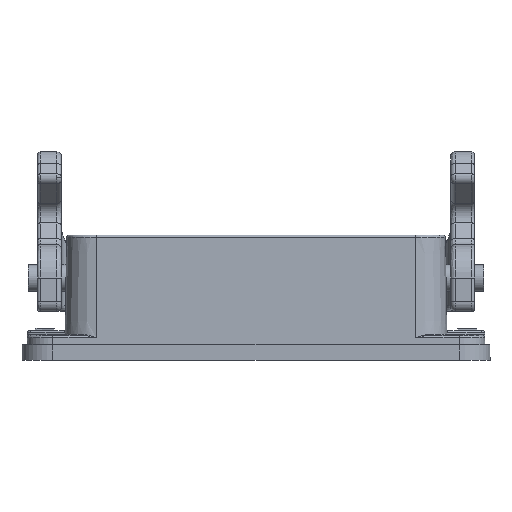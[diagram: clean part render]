
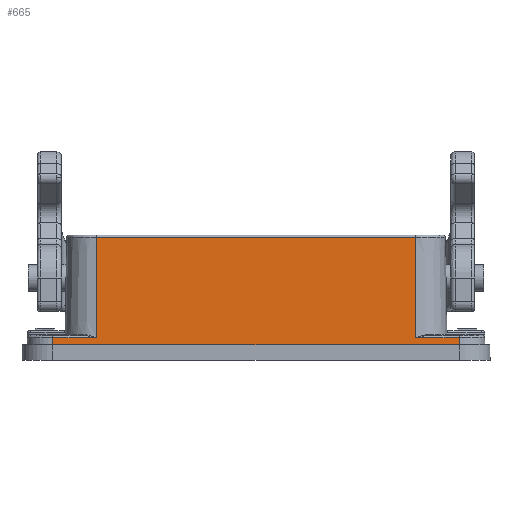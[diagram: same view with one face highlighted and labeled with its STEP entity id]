
A CAD part, front view. The second image highlights one B-rep face of the part: STEP entity #665.
In plain terms, the highlighted planar face has unit normal (0, -1, 0.018).
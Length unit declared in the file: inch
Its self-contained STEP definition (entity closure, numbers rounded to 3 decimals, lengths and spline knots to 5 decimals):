
#28 = ORIENTED_EDGE ( 'NONE', *, *, #6752, .F. ) ;
#236 = CARTESIAN_POINT ( 'NONE',  ( -1.67573, -343.4932, -19645.66929 ) ) ;
#258 = DIRECTION ( 'NONE',  ( 0., -0.017, -1. ) ) ;
#378 = CARTESIAN_POINT ( 'NONE',  ( -1.67573, -0.59258, -0.90551 ) ) ;
#400 = CARTESIAN_POINT ( 'NONE',  ( -1.67573, -0.59258, -0.90551 ) ) ;
#470 = VERTEX_POINT ( 'NONE', #5404 ) ;
#522 = VECTOR ( 'NONE', #9138, 39.37008 ) ;
#622 = CARTESIAN_POINT ( 'NONE',  ( -1.56102, -0.57711, -0.01934 ) ) ;
#665 = ADVANCED_FACE ( 'NONE', ( #15228 ), #15144, .F. ) ;
#714 = LINE ( 'NONE', #622, #2875 ) ;
#1073 = VECTOR ( 'NONE', #16131, 39.37008 ) ;
#1143 = VERTEX_POINT ( 'NONE', #15717 ) ;
#1829 = VECTOR ( 'NONE', #11107, 39.37008 ) ;
#2026 = LINE ( 'NONE', #400, #1073 ) ;
#2035 = CARTESIAN_POINT ( 'NONE',  ( 1.31693, -0.57677, 0. ) ) ;
#2184 = LINE ( 'NONE', #6205, #10145 ) ;
#2202 = ORIENTED_EDGE ( 'NONE', *, *, #8101, .F. ) ;
#2443 = EDGE_LOOP ( 'NONE', ( #8093, #9350, #13074, #2202, #4035, #28, #5973, #4587 ) ) ;
#2467 = LINE ( 'NONE', #236, #522 ) ;
#2875 = VECTOR ( 'NONE', #5923, 39.37008 ) ;
#3281 = CARTESIAN_POINT ( 'NONE',  ( -1.67573, -0.59154, -0.84611 ) ) ;
#3604 = CARTESIAN_POINT ( 'NONE',  ( 1.67573, -0.59258, -0.90551 ) ) ;
#3612 = LINE ( 'NONE', #6263, #4637 ) ;
#3701 = EDGE_CURVE ( 'NONE', #13554, #1143, #714, .T. ) ;
#3773 = CARTESIAN_POINT ( 'NONE',  ( 0., -0.57677, 0. ) ) ;
#4035 = ORIENTED_EDGE ( 'NONE', *, *, #3701, .F. ) ;
#4587 = ORIENTED_EDGE ( 'NONE', *, *, #9817, .F. ) ;
#4637 = VECTOR ( 'NONE', #12924, 39.37008 ) ;
#4747 = CARTESIAN_POINT ( 'NONE',  ( -1.31693, -0.59154, -0.84611 ) ) ;
#4796 = VERTEX_POINT ( 'NONE', #3281 ) ;
#5404 = CARTESIAN_POINT ( 'NONE',  ( 1.67573, -0.59154, -0.84611 ) ) ;
#5895 = CARTESIAN_POINT ( 'NONE',  ( 0., -0.59154, -0.84611 ) ) ;
#5923 = DIRECTION ( 'NONE',  ( 1., 0., 0. ) ) ;
#5973 = ORIENTED_EDGE ( 'NONE', *, *, #11673, .F. ) ;
#6205 = CARTESIAN_POINT ( 'NONE',  ( 0., -0.59154, -0.84611 ) ) ;
#6263 = CARTESIAN_POINT ( 'NONE',  ( -1.31693, -0.57677, 0. ) ) ;
#6340 = VERTEX_POINT ( 'NONE', #4747 ) ;
#6752 = EDGE_CURVE ( 'NONE', #6340, #13554, #3612, .T. ) ;
#7181 = LINE ( 'NONE', #5895, #1829 ) ;
#8093 = ORIENTED_EDGE ( 'NONE', *, *, #10990, .F. ) ;
#8101 = EDGE_CURVE ( 'NONE', #1143, #9697, #9467, .T. ) ;
#8438 = DIRECTION ( 'NONE',  ( 0., -0.017, -1. ) ) ;
#8982 = DIRECTION ( 'NONE',  ( 0., 1., -0.017 ) ) ;
#9138 = DIRECTION ( 'NONE',  ( 0., 0.017, 1. ) ) ;
#9299 = VERTEX_POINT ( 'NONE', #3604 ) ;
#9350 = ORIENTED_EDGE ( 'NONE', *, *, #10424, .F. ) ;
#9467 = LINE ( 'NONE', #2035, #13661 ) ;
#9697 = VERTEX_POINT ( 'NONE', #15379 ) ;
#9817 = EDGE_CURVE ( 'NONE', #12983, #4796, #2467, .T. ) ;
#10145 = VECTOR ( 'NONE', #16716, 39.37008 ) ;
#10424 = EDGE_CURVE ( 'NONE', #470, #9299, #14707, .T. ) ;
#10531 = CARTESIAN_POINT ( 'NONE',  ( 1.67573, -343.4932, -19645.66929 ) ) ;
#10990 = EDGE_CURVE ( 'NONE', #9299, #12983, #2026, .T. ) ;
#11107 = DIRECTION ( 'NONE',  ( 1., 0., 0. ) ) ;
#11673 = EDGE_CURVE ( 'NONE', #4796, #6340, #7181, .T. ) ;
#12248 = CARTESIAN_POINT ( 'NONE',  ( -1.31693, -0.57711, -0.01934 ) ) ;
#12924 = DIRECTION ( 'NONE',  ( 0., 0.017, 1. ) ) ;
#12983 = VERTEX_POINT ( 'NONE', #378 ) ;
#13074 = ORIENTED_EDGE ( 'NONE', *, *, #16046, .F. ) ;
#13108 = VECTOR ( 'NONE', #258, 39.37008 ) ;
#13554 = VERTEX_POINT ( 'NONE', #12248 ) ;
#13661 = VECTOR ( 'NONE', #8438, 39.37008 ) ;
#14707 = LINE ( 'NONE', #10531, #13108 ) ;
#15144 = PLANE ( 'NONE',  #15662 ) ;
#15228 = FACE_OUTER_BOUND ( 'NONE', #2443, .T. ) ;
#15379 = CARTESIAN_POINT ( 'NONE',  ( 1.31693, -0.59154, -0.84611 ) ) ;
#15479 = DIRECTION ( 'NONE',  ( 0., 0.017, 1. ) ) ;
#15662 = AXIS2_PLACEMENT_3D ( 'NONE', #3773, #8982, #15479 ) ;
#15717 = CARTESIAN_POINT ( 'NONE',  ( 1.31693, -0.57711, -0.01934 ) ) ;
#16046 = EDGE_CURVE ( 'NONE', #9697, #470, #2184, .T. ) ;
#16131 = DIRECTION ( 'NONE',  ( -1., 0., 0. ) ) ;
#16716 = DIRECTION ( 'NONE',  ( 1., 0., 0. ) ) ;
